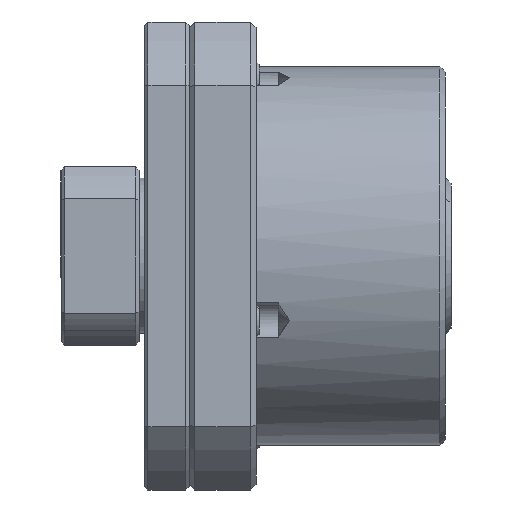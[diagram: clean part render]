
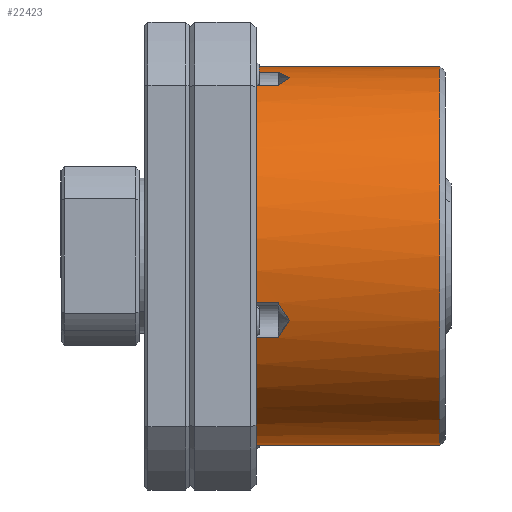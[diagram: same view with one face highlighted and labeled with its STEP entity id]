
A CAD part, front view. The second image highlights one B-rep face of the part: STEP entity #22423.
In plain terms, the highlighted cylindrical face has radius 17 mm (diameter 34 mm), a partial arc.
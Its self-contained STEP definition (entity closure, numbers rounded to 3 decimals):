
#148 = AXIS2_PLACEMENT_3D ( 'NONE', #7811, #7699, #14701 ) ;
#152 = CARTESIAN_POINT ( 'NONE',  ( -3.974, 0., -17. ) ) ;
#487 = B_SPLINE_CURVE_WITH_KNOTS ( 'NONE', 3,
 ( #11444, #14916, #18325, #2836 ),
 .UNSPECIFIED., .F., .F.,
 ( 4, 4 ),
 ( 0., 1. ),
 .UNSPECIFIED. ) ;
#560 = CARTESIAN_POINT ( 'NONE',  ( 8.335, -15.567, -6.855 ) ) ;
#747 = ORIENTED_EDGE ( 'NONE', *, *, #9315, .F. ) ;
#902 = VERTEX_POINT ( 'NONE', #11286 ) ;
#981 = VECTOR ( 'NONE', #21654, 1000. ) ;
#1583 = LINE ( 'NONE', #22347, #20751 ) ;
#1665 = EDGE_CURVE ( 'NONE', #15287, #19389, #12648, .T. ) ;
#1702 = ORIENTED_EDGE ( 'NONE', *, *, #2952, .T. ) ;
#1864 = VERTEX_POINT ( 'NONE', #8854 ) ;
#1950 = VERTEX_POINT ( 'NONE', #19864 ) ;
#2007 = EDGE_CURVE ( 'NONE', #1950, #11850, #7222, .T. ) ;
#2550 = ORIENTED_EDGE ( 'NONE', *, *, #5011, .T. ) ;
#2582 = CYLINDRICAL_SURFACE ( 'NONE', #20212, 17. ) ;
#2663 = ORIENTED_EDGE ( 'NONE', *, *, #16939, .T. ) ;
#2836 = CARTESIAN_POINT ( 'NONE',  ( 9.006, -5.814, 15.975 ) ) ;
#2952 = EDGE_CURVE ( 'NONE', #14147, #15287, #487, .T. ) ;
#3008 = EDGE_CURVE ( 'NONE', #11035, #14560, #5943, .T. ) ;
#3024 = DIRECTION ( 'NONE',  ( 0., 0., 1. ) ) ;
#3270 = ORIENTED_EDGE ( 'NONE', *, *, #11837, .T. ) ;
#3405 = CARTESIAN_POINT ( 'NONE',  ( 8., -16.469, -4.214 ) ) ;
#3490 = ORIENTED_EDGE ( 'NONE', *, *, #5827, .T. ) ;
#3936 = FACE_OUTER_BOUND ( 'NONE', #4624, .T. ) ;
#3981 = ORIENTED_EDGE ( 'NONE', *, *, #3008, .T. ) ;
#4281 = CARTESIAN_POINT ( 'NONE',  ( 0., -4.214, 16.469 ) ) ;
#4361 = EDGE_CURVE ( 'NONE', #5918, #1950, #1583, .T. ) ;
#4624 = EDGE_LOOP ( 'NONE', ( #747, #21051, #3270, #3981, #21304, #1702, #21363, #2663, #22333, #6855, #10324, #2550, #20573, #3490 ) ) ;
#4814 = DIRECTION ( 'NONE',  ( -1., 0., 0. ) ) ;
#5011 = EDGE_CURVE ( 'NONE', #11850, #17109, #16882, .T. ) ;
#5098 = AXIS2_PLACEMENT_3D ( 'NONE', #18006, #21662, #9386 ) ;
#5827 = EDGE_CURVE ( 'NONE', #21474, #902, #7427, .T. ) ;
#5918 = VERTEX_POINT ( 'NONE', #12874 ) ;
#5943 = CIRCLE ( 'NONE', #148, 17. ) ;
#6721 = VERTEX_POINT ( 'NONE', #18336 ) ;
#6855 = ORIENTED_EDGE ( 'NONE', *, *, #4361, .T. ) ;
#6957 = CIRCLE ( 'NONE', #17826, 17. ) ;
#7127 = CARTESIAN_POINT ( 'NONE',  ( 6., 0., 17. ) ) ;
#7213 = DIRECTION ( 'NONE',  ( 0., 0., 1. ) ) ;
#7222 = B_SPLINE_CURVE_WITH_KNOTS ( 'NONE', 3,
 ( #3405, #9954, #16867, #8268 ),
 .UNSPECIFIED., .F., .F.,
 ( 4, 4 ),
 ( 0., 1. ),
 .UNSPECIFIED. ) ;
#7373 = EDGE_CURVE ( 'NONE', #17109, #21474, #9466, .T. ) ;
#7427 = CIRCLE ( 'NONE', #19755, 17. ) ;
#7537 = VECTOR ( 'NONE', #12751, 1000. ) ;
#7699 = DIRECTION ( 'NONE',  ( 1., 0., 0. ) ) ;
#7811 = CARTESIAN_POINT ( 'NONE',  ( 6., 0., 0. ) ) ;
#7911 = DIRECTION ( 'NONE',  ( -1., 0., 0. ) ) ;
#7998 = CIRCLE ( 'NONE', #5098, 17. ) ;
#8268 = CARTESIAN_POINT ( 'NONE',  ( 9.006, -15.975, -5.814 ) ) ;
#8364 = CARTESIAN_POINT ( 'NONE',  ( 6., -4.214, 16.469 ) ) ;
#8471 = CARTESIAN_POINT ( 'NONE',  ( 9.006, -5.814, 15.975 ) ) ;
#8823 = CARTESIAN_POINT ( 'NONE',  ( 9.006, -15.975, -5.814 ) ) ;
#8854 = CARTESIAN_POINT ( 'NONE',  ( 22.5, 0., -17. ) ) ;
#8867 = DIRECTION ( 'NONE',  ( -1., 0., 0. ) ) ;
#9315 = EDGE_CURVE ( 'NONE', #1864, #902, #10568, .T. ) ;
#9386 = DIRECTION ( 'NONE',  ( 0., 0., 1. ) ) ;
#9466 = LINE ( 'NONE', #16583, #7537 ) ;
#9954 = CARTESIAN_POINT ( 'NONE',  ( 8.335, -16.331, -4.755 ) ) ;
#10168 = CARTESIAN_POINT ( 'NONE',  ( 6., 0., 0. ) ) ;
#10324 = ORIENTED_EDGE ( 'NONE', *, *, #2007, .T. ) ;
#10445 = EDGE_CURVE ( 'NONE', #6721, #5918, #6957, .T. ) ;
#10517 = CARTESIAN_POINT ( 'NONE',  ( 8.671, -15.784, -6.339 ) ) ;
#10568 = LINE ( 'NONE', #152, #16323 ) ;
#11035 = VERTEX_POINT ( 'NONE', #7127 ) ;
#11269 = VECTOR ( 'NONE', #21066, 1000. ) ;
#11286 = CARTESIAN_POINT ( 'NONE',  ( 6., 0., -17. ) ) ;
#11444 = CARTESIAN_POINT ( 'NONE',  ( 8., -4.214, 16.469 ) ) ;
#11837 = EDGE_CURVE ( 'NONE', #16903, #11035, #14695, .T. ) ;
#11850 = VERTEX_POINT ( 'NONE', #12796 ) ;
#11871 = CARTESIAN_POINT ( 'NONE',  ( 6., -15.325, -7.358 ) ) ;
#12223 = DIRECTION ( 'NONE',  ( 0., 0., 1. ) ) ;
#12461 = CARTESIAN_POINT ( 'NONE',  ( 8., -15.325, -7.358 ) ) ;
#12552 = DIRECTION ( 'NONE',  ( 1., 0., 0. ) ) ;
#12648 = B_SPLINE_CURVE_WITH_KNOTS ( 'NONE', 3,
 ( #8471, #18866, #15684, #17542 ),
 .UNSPECIFIED., .F., .F.,
 ( 4, 4 ),
 ( 0., 1. ),
 .UNSPECIFIED. ) ;
#12661 = LINE ( 'NONE', #4281, #981 ) ;
#12751 = DIRECTION ( 'NONE',  ( -1., 0., 0. ) ) ;
#12796 = CARTESIAN_POINT ( 'NONE',  ( 9.006, -15.975, -5.814 ) ) ;
#12874 = CARTESIAN_POINT ( 'NONE',  ( 6., -16.469, -4.214 ) ) ;
#12985 = CARTESIAN_POINT ( 'NONE',  ( -3.974, 0., 0. ) ) ;
#13655 = CARTESIAN_POINT ( 'NONE',  ( 0., -7.358, 15.325 ) ) ;
#13869 = EDGE_CURVE ( 'NONE', #14560, #14147, #12661, .T. ) ;
#13982 = CARTESIAN_POINT ( 'NONE',  ( 8., -4.214, 16.469 ) ) ;
#14147 = VERTEX_POINT ( 'NONE', #13982 ) ;
#14560 = VERTEX_POINT ( 'NONE', #8364 ) ;
#14695 = LINE ( 'NONE', #21440, #17176 ) ;
#14701 = DIRECTION ( 'NONE',  ( 0., 0., 1. ) ) ;
#14877 = CARTESIAN_POINT ( 'NONE',  ( 9.006, -5.814, 15.975 ) ) ;
#14916 = CARTESIAN_POINT ( 'NONE',  ( 8.335, -4.755, 16.331 ) ) ;
#15138 = CARTESIAN_POINT ( 'NONE',  ( 6., 0., 0. ) ) ;
#15287 = VERTEX_POINT ( 'NONE', #14877 ) ;
#15684 = CARTESIAN_POINT ( 'NONE',  ( 8.335, -6.855, 15.567 ) ) ;
#16323 = VECTOR ( 'NONE', #8867, 1000. ) ;
#16583 = CARTESIAN_POINT ( 'NONE',  ( 0., -15.325, -7.358 ) ) ;
#16768 = EDGE_CURVE ( 'NONE', #1864, #16903, #7998, .T. ) ;
#16867 = CARTESIAN_POINT ( 'NONE',  ( 8.671, -16.166, -5.289 ) ) ;
#16882 = B_SPLINE_CURVE_WITH_KNOTS ( 'NONE', 3,
 ( #8823, #10517, #560, #12461 ),
 .UNSPECIFIED., .F., .F.,
 ( 4, 4 ),
 ( 0., 1. ),
 .UNSPECIFIED. ) ;
#16903 = VERTEX_POINT ( 'NONE', #19111 ) ;
#16939 = EDGE_CURVE ( 'NONE', #19389, #6721, #17404, .T. ) ;
#17088 = DIRECTION ( 'NONE',  ( 1., 0., 0. ) ) ;
#17109 = VERTEX_POINT ( 'NONE', #18084 ) ;
#17176 = VECTOR ( 'NONE', #7911, 1000. ) ;
#17404 = LINE ( 'NONE', #13655, #11269 ) ;
#17542 = CARTESIAN_POINT ( 'NONE',  ( 8., -7.358, 15.325 ) ) ;
#17826 = AXIS2_PLACEMENT_3D ( 'NONE', #10168, #17088, #12223 ) ;
#18006 = CARTESIAN_POINT ( 'NONE',  ( 22.5, 0., 0. ) ) ;
#18084 = CARTESIAN_POINT ( 'NONE',  ( 8., -15.325, -7.358 ) ) ;
#18325 = CARTESIAN_POINT ( 'NONE',  ( 8.671, -5.289, 16.166 ) ) ;
#18336 = CARTESIAN_POINT ( 'NONE',  ( 6., -7.358, 15.325 ) ) ;
#18866 = CARTESIAN_POINT ( 'NONE',  ( 8.671, -6.339, 15.784 ) ) ;
#18897 = DIRECTION ( 'NONE',  ( 1., 0., 0. ) ) ;
#19111 = CARTESIAN_POINT ( 'NONE',  ( 22.5, 0., 17. ) ) ;
#19389 = VERTEX_POINT ( 'NONE', #21706 ) ;
#19755 = AXIS2_PLACEMENT_3D ( 'NONE', #15138, #12552, #7213 ) ;
#19864 = CARTESIAN_POINT ( 'NONE',  ( 8., -16.469, -4.214 ) ) ;
#20212 = AXIS2_PLACEMENT_3D ( 'NONE', #12985, #4814, #3024 ) ;
#20573 = ORIENTED_EDGE ( 'NONE', *, *, #7373, .T. ) ;
#20751 = VECTOR ( 'NONE', #18897, 1000. ) ;
#21051 = ORIENTED_EDGE ( 'NONE', *, *, #16768, .T. ) ;
#21066 = DIRECTION ( 'NONE',  ( -1., 0., 0. ) ) ;
#21304 = ORIENTED_EDGE ( 'NONE', *, *, #13869, .T. ) ;
#21363 = ORIENTED_EDGE ( 'NONE', *, *, #1665, .T. ) ;
#21440 = CARTESIAN_POINT ( 'NONE',  ( -3.974, 0., 17. ) ) ;
#21474 = VERTEX_POINT ( 'NONE', #11871 ) ;
#21654 = DIRECTION ( 'NONE',  ( 1., 0., 0. ) ) ;
#21662 = DIRECTION ( 'NONE',  ( -1., 0., 0. ) ) ;
#21706 = CARTESIAN_POINT ( 'NONE',  ( 8., -7.358, 15.325 ) ) ;
#22333 = ORIENTED_EDGE ( 'NONE', *, *, #10445, .T. ) ;
#22347 = CARTESIAN_POINT ( 'NONE',  ( 0., -16.469, -4.214 ) ) ;
#22423 = ADVANCED_FACE ( 'NONE', ( #3936 ), #2582, .T. ) ;
